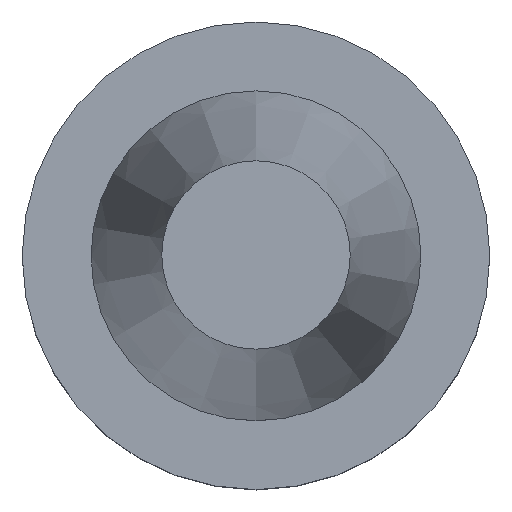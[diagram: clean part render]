
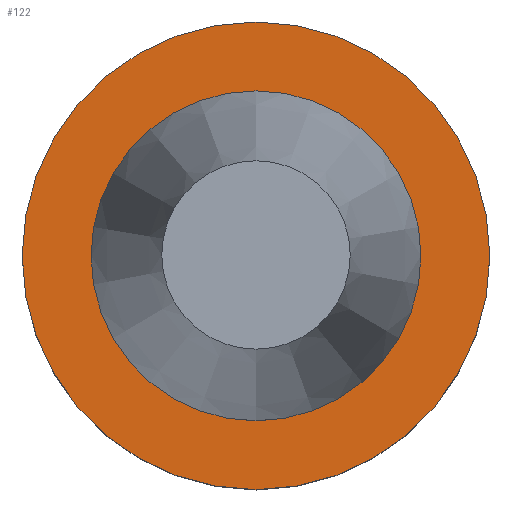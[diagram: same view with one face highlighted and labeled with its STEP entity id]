
A CAD part, top view. The second image highlights one B-rep face of the part: STEP entity #122.
In plain terms, the highlighted planar face has unit normal (0, 0, 1).
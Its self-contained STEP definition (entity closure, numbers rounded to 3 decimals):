
#122=ADVANCED_FACE('Unnamed[1]',(#270,#271),#272,.T.);
#126=EDGE_CURVE('Unnamed[1]',#277,#277,#278,.T.);
#156=EDGE_CURVE('Unnamed[1]',#326,#326,#327,.T.);
#270=FACE_OUTER_BOUND('',#463,.T.);
#271=FACE_BOUND('',#464,.T.);
#272=PLANE('',#465);
#277=VERTEX_POINT('',#472);
#278=CIRCLE('',#473,31.5);
#326=VERTEX_POINT('',#532);
#327=CIRCLE('',#533,22.225);
#463=EDGE_LOOP('',(#656));
#464=EDGE_LOOP('',(#657));
#465=AXIS2_PLACEMENT_3D('',#658,#659,#660);
#472=CARTESIAN_POINT('',(0.,31.5,-1.));
#473=AXIS2_PLACEMENT_3D('',#664,#665,#666);
#532=CARTESIAN_POINT('',(0.,22.225,-1.));
#533=AXIS2_PLACEMENT_3D('',#721,#722,#723);
#656=ORIENTED_EDGE('',*,*,#126,.F.);
#657=ORIENTED_EDGE('',*,*,#156,.T.);
#658=CARTESIAN_POINT('',(0.,26.862,-1.));
#659=DIRECTION('',(0.,0.,1.0));
#660=DIRECTION('',(0.,-1.0,0.));
#664=CARTESIAN_POINT('',(0.,0.,-1.));
#665=DIRECTION('',(0.,0.,-1.0));
#666=DIRECTION('',(0.,1.0,0.));
#721=CARTESIAN_POINT('',(0.,0.,-1.));
#722=DIRECTION('',(0.,0.,-1.0));
#723=DIRECTION('',(0.,1.0,0.));
